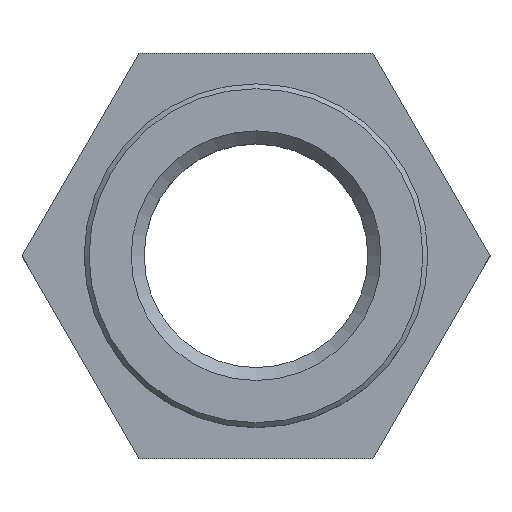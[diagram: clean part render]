
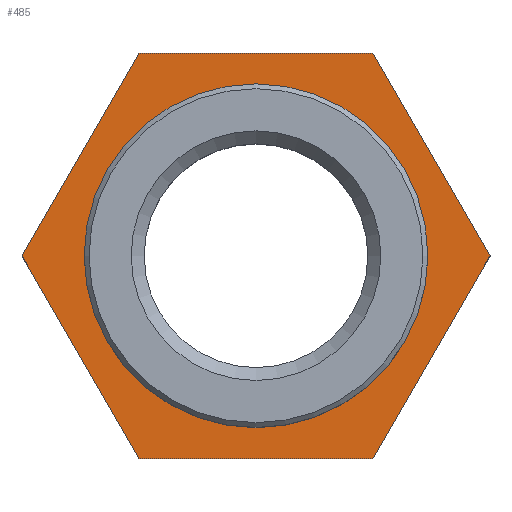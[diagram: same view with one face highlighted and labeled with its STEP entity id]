
A CAD part, top view. The second image highlights one B-rep face of the part: STEP entity #485.
In plain terms, the highlighted planar face has unit normal (0, 0, 1).
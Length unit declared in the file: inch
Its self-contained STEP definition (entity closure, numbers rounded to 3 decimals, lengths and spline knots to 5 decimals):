
#403=CARTESIAN_POINT('',(0.0,-0.086,0.025));
#404=VERTEX_POINT('',#403);
#405=CARTESIAN_POINT('',(0.0,0.0,0.025));
#406=DIRECTION('',(0.0,0.0,-1.0));
#407=DIRECTION('',(0.0,-1.0,0.0));
#408=AXIS2_PLACEMENT_3D('',#405,#406,#407);
#409=CIRCLE('',#408,0.086);
#410=EDGE_CURVE('',#404,#404,#409,.T.);
#427=CARTESIAN_POINT('',(0.,0.,0.025));
#428=DIRECTION('',(0.0,0.0,1.0));
#429=DIRECTION('',(1.0,0.0,0.0));
#430=AXIS2_PLACEMENT_3D('',#427,#428,#429);
#431=PLANE('',#430);
#432=CARTESIAN_POINT('',(-0.07217,0.125,0.025));
#433=VERTEX_POINT('',#432);
#434=CARTESIAN_POINT('',(0.07217,0.125,0.025));
#435=VERTEX_POINT('',#434);
#436=CARTESIAN_POINT('',(-0.07217,0.125,0.025));
#437=DIRECTION('',(1.0,0.0,0.0));
#438=VECTOR('',#437,0.14434);
#439=LINE('',#436,#438);
#440=EDGE_CURVE('',#433,#435,#439,.T.);
#441=ORIENTED_EDGE('',*,*,#440,.F.);
#442=CARTESIAN_POINT('',(-0.14434,0.,0.025));
#443=VERTEX_POINT('',#442);
#444=CARTESIAN_POINT('',(-0.14434,0.,0.025));
#445=DIRECTION('',(0.5,0.866,0.0));
#446=VECTOR('',#445,0.14434);
#447=LINE('',#444,#446);
#448=EDGE_CURVE('',#443,#433,#447,.T.);
#449=ORIENTED_EDGE('',*,*,#448,.F.);
#450=CARTESIAN_POINT('',(-0.07217,-0.125,0.025));
#451=VERTEX_POINT('',#450);
#452=CARTESIAN_POINT('',(-0.07217,-0.125,0.025));
#453=DIRECTION('',(-0.5,0.866,0.0));
#454=VECTOR('',#453,0.14434);
#455=LINE('',#452,#454);
#456=EDGE_CURVE('',#451,#443,#455,.T.);
#457=ORIENTED_EDGE('',*,*,#456,.F.);
#458=CARTESIAN_POINT('',(0.07217,-0.125,0.025));
#459=VERTEX_POINT('',#458);
#460=CARTESIAN_POINT('',(0.07217,-0.125,0.025));
#461=DIRECTION('',(-1.0,0.0,0.0));
#462=VECTOR('',#461,0.14434);
#463=LINE('',#460,#462);
#464=EDGE_CURVE('',#459,#451,#463,.T.);
#465=ORIENTED_EDGE('',*,*,#464,.F.);
#466=CARTESIAN_POINT('',(0.14434,0.,0.025));
#467=VERTEX_POINT('',#466);
#468=CARTESIAN_POINT('',(0.14434,0.,0.025));
#469=DIRECTION('',(-0.5,-0.866,0.0));
#470=VECTOR('',#469,0.14434);
#471=LINE('',#468,#470);
#472=EDGE_CURVE('',#467,#459,#471,.T.);
#473=ORIENTED_EDGE('',*,*,#472,.F.);
#474=CARTESIAN_POINT('',(0.07217,0.125,0.025));
#475=DIRECTION('',(0.5,-0.866,0.0));
#476=VECTOR('',#475,0.14434);
#477=LINE('',#474,#476);
#478=EDGE_CURVE('',#435,#467,#477,.T.);
#479=ORIENTED_EDGE('',*,*,#478,.F.);
#480=EDGE_LOOP('',(#441,#449,#457,#465,#473,#479));
#481=FACE_OUTER_BOUND('',#480,.T.);
#482=ORIENTED_EDGE('',*,*,#410,.T.);
#483=EDGE_LOOP('',(#482));
#484=FACE_BOUND('',#483,.T.);
#485=ADVANCED_FACE('',(#481,#484),#431,.T.);
